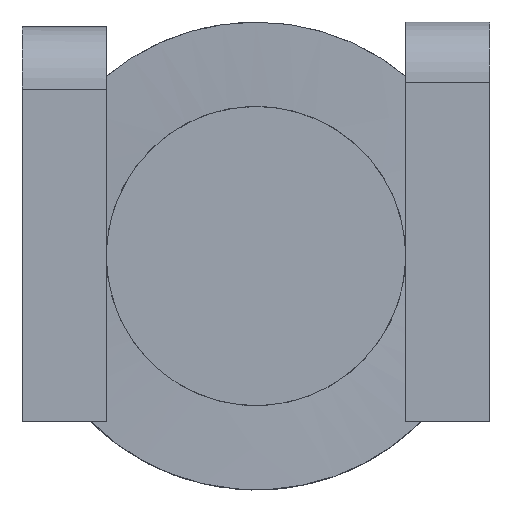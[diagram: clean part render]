
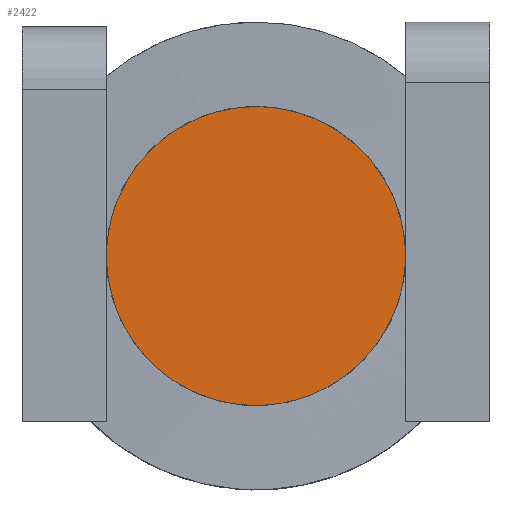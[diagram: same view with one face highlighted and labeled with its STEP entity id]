
A CAD part, top view. The second image highlights one B-rep face of the part: STEP entity #2422.
In plain terms, the highlighted face is planar.
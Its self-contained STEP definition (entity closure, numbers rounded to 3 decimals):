
#64=PLANE('',#2542);
#134=CIRCLE('',#2540,4.8);
#135=CIRCLE('',#2541,4.8);
#150=LINE('',#2966,#257);
#169=LINE('',#3198,#276);
#257=VECTOR('',#2644,1000.);
#276=VECTOR('',#2679,1000.);
#501=ORIENTED_EDGE('',*,*,#897,.F.);
#502=ORIENTED_EDGE('',*,*,#953,.T.);
#503=ORIENTED_EDGE('',*,*,#952,.T.);
#504=ORIENTED_EDGE('',*,*,#925,.F.);
#897=EDGE_CURVE('',#1158,#1159,#150,.T.);
#925=EDGE_CURVE('',#1159,#1178,#169,.T.);
#952=EDGE_CURVE('',#1188,#1178,#134,.T.);
#953=EDGE_CURVE('',#1158,#1188,#135,.T.);
#1158=VERTEX_POINT('',#2965);
#1159=VERTEX_POINT('',#2967);
#1178=VERTEX_POINT('',#3199);
#1188=VERTEX_POINT('',#3386);
#1476=EDGE_LOOP('',(#501,#502,#503,#504));
#1589=FACE_BOUND('',#1476,.T.);
#2422=ADVANCED_FACE('',(#1589),#64,.T.);
#2540=AXIS2_PLACEMENT_3D('',#3385,#2731,#2732);
#2541=AXIS2_PLACEMENT_3D('',#3387,#2733,#2734);
#2542=AXIS2_PLACEMENT_3D('',#3388,#2735,#2736);
#2644=DIRECTION('',(0.,-1.,0.));
#2679=DIRECTION('',(-1.,0.,0.));
#2731=DIRECTION('',(0.,0.,-1.));
#2732=DIRECTION('',(-1.,0.,0.));
#2733=DIRECTION('',(0.,0.,-1.));
#2734=DIRECTION('',(-1.,0.,0.));
#2735=DIRECTION('',(0.,0.,-1.));
#2736=DIRECTION('',(1.,0.,0.));
#2965=CARTESIAN_POINT('',(-3.2,3.578,2.7));
#2966=CARTESIAN_POINT('',(-3.2,0.,2.7));
#2967=CARTESIAN_POINT('',(-3.2,3.369,2.7));
#3198=CARTESIAN_POINT('',(-5.,3.369,2.7));
#3199=CARTESIAN_POINT('',(-3.419,3.369,2.7));
#3385=CARTESIAN_POINT('',(0.,0.,2.7));
#3386=CARTESIAN_POINT('',(-4.8,0.,2.7));
#3387=CARTESIAN_POINT('',(0.,0.,2.7));
#3388=CARTESIAN_POINT('',(0.,0.,2.7));
